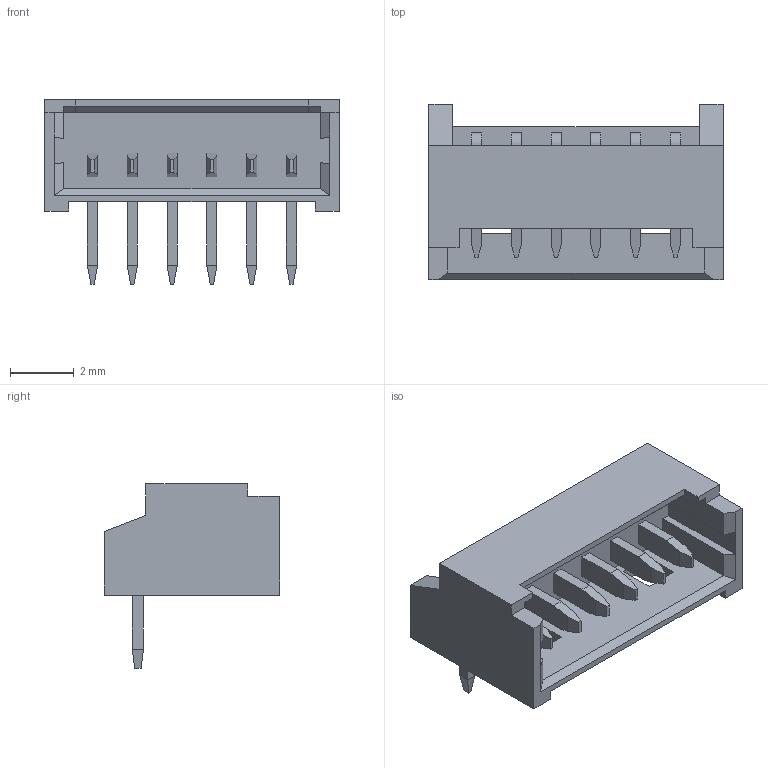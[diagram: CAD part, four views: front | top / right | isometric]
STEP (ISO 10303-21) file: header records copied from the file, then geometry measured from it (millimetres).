
FILE_DESCRIPTION(/* description */ (''),/* implementation_level */ '2;1');
FILE_NAME(/* name */ '530480610wbm000_01_214.stp',/* time_stamp */ '2021-10-22T20:46:53+05:00',/* author */ (''),/* organization */ (''),/* preprocessor_version */ 'ST-DEVELOPER v16.7',/* originating_system */ 'SIEMENS PLM Software NX 1919',/* authorisation */ '');
FILE_SCHEMA (('AUTOMOTIVE_DESIGN { 1 0 10303 214 3 1 1 1 }'));
Length unit declared in the file: millimetre
Products named in the file (1): 530480610wbm000_01
Bounding box: 9.25 x 5.5 x 5.8 mm (x, y, z)
Volume: 74.4 mm3; surface area: 275 mm2
Topology: 1 solids, 1 shells, 178 faces, 462 edges, 298 vertices
Faces by surface type: plane 172, cylinder 6
Entity records: 5330 total; most frequent: CARTESIAN_POINT 939, ORIENTED_EDGE 924, DIRECTION 832, EDGE_CURVE 462, LINE 450, VECTOR 450, VERTEX_POINT 298, EDGE_LOOP 194
